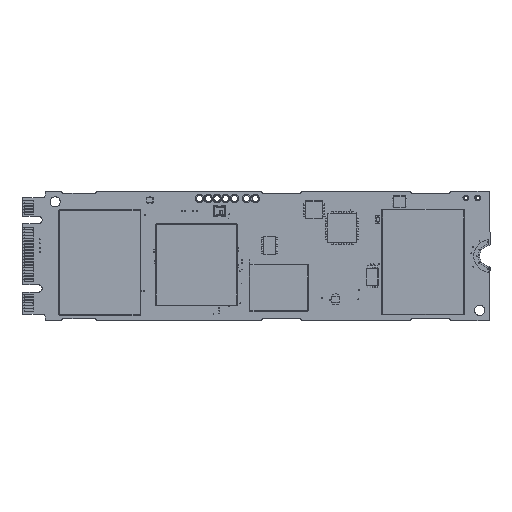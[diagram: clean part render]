
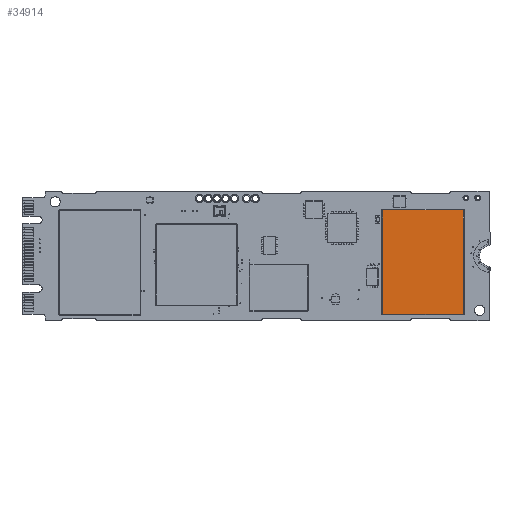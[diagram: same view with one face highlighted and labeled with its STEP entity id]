
A CAD part, top view. The second image highlights one B-rep face of the part: STEP entity #34914.
In plain terms, the highlighted planar face has unit normal (0, 0, 1).
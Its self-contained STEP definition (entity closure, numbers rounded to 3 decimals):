
#2290 = DIRECTION ( 'NONE',  ( 0., 0., -1. ) ) ;
#7658 = DIRECTION ( 'NONE',  ( -1., 0., 0. ) ) ;
#7971 = CARTESIAN_POINT ( 'NONE',  ( 8.93, 0., 1. ) ) ;
#9941 = CARTESIAN_POINT ( 'NONE',  ( 8.93, -6.93, 1. ) ) ;
#10916 = LINE ( 'NONE', #37430, #80862 ) ;
#17544 = ORIENTED_EDGE ( 'NONE', *, *, #24027, .F. ) ;
#17632 = VERTEX_POINT ( 'NONE', #71856 ) ;
#17704 = EDGE_CURVE ( 'NONE', #40282, #64505, #40692, .T. ) ;
#18123 = VECTOR ( 'NONE', #7658, 1000. ) ;
#20560 = CARTESIAN_POINT ( 'NONE',  ( 0., 6.93, 1. ) ) ;
#22465 = VERTEX_POINT ( 'NONE', #33809 ) ;
#24027 = EDGE_CURVE ( 'NONE', #17632, #40282, #67411, .T. ) ;
#25487 = EDGE_LOOP ( 'NONE', ( #39016, #32131, #17544, #60033 ) ) ;
#28826 = DIRECTION ( 'NONE',  ( -1., 0., 0. ) ) ;
#32131 = ORIENTED_EDGE ( 'NONE', *, *, #17704, .F. ) ;
#33809 = CARTESIAN_POINT ( 'NONE',  ( -8.93, 6.93, 1. ) ) ;
#34481 = DIRECTION ( 'NONE',  ( 0., -1., 0. ) ) ;
#34914 = ADVANCED_FACE ( 'NONE', ( #46792 ), #73131, .F. ) ;
#37430 = CARTESIAN_POINT ( 'NONE',  ( -8.93, 0., 1. ) ) ;
#39016 = ORIENTED_EDGE ( 'NONE', *, *, #45083, .F. ) ;
#40282 = VERTEX_POINT ( 'NONE', #9941 ) ;
#40692 = LINE ( 'NONE', #67095, #18123 ) ;
#43117 = VECTOR ( 'NONE', #47099, 1000. ) ;
#45083 = EDGE_CURVE ( 'NONE', #64505, #22465, #10916, .T. ) ;
#46792 = FACE_OUTER_BOUND ( 'NONE', #25487, .T. ) ;
#47099 = DIRECTION ( 'NONE',  ( 1., 0., 0. ) ) ;
#60033 = ORIENTED_EDGE ( 'NONE', *, *, #65200, .F. ) ;
#61807 = CARTESIAN_POINT ( 'NONE',  ( 0., 0., 1. ) ) ;
#62514 = AXIS2_PLACEMENT_3D ( 'NONE', #61807, #2290, #28826 ) ;
#63610 = VECTOR ( 'NONE', #34481, 1000. ) ;
#63870 = DIRECTION ( 'NONE',  ( 0., 1., 0. ) ) ;
#64505 = VERTEX_POINT ( 'NONE', #83817 ) ;
#65200 = EDGE_CURVE ( 'NONE', #22465, #17632, #79889, .T. ) ;
#67095 = CARTESIAN_POINT ( 'NONE',  ( 0., -6.93, 1. ) ) ;
#67411 = LINE ( 'NONE', #7971, #63610 ) ;
#71856 = CARTESIAN_POINT ( 'NONE',  ( 8.93, 6.93, 1. ) ) ;
#73131 = PLANE ( 'NONE',  #62514 ) ;
#79889 = LINE ( 'NONE', #20560, #43117 ) ;
#80862 = VECTOR ( 'NONE', #63870, 1000. ) ;
#83817 = CARTESIAN_POINT ( 'NONE',  ( -8.93, -6.93, 1. ) ) ;
